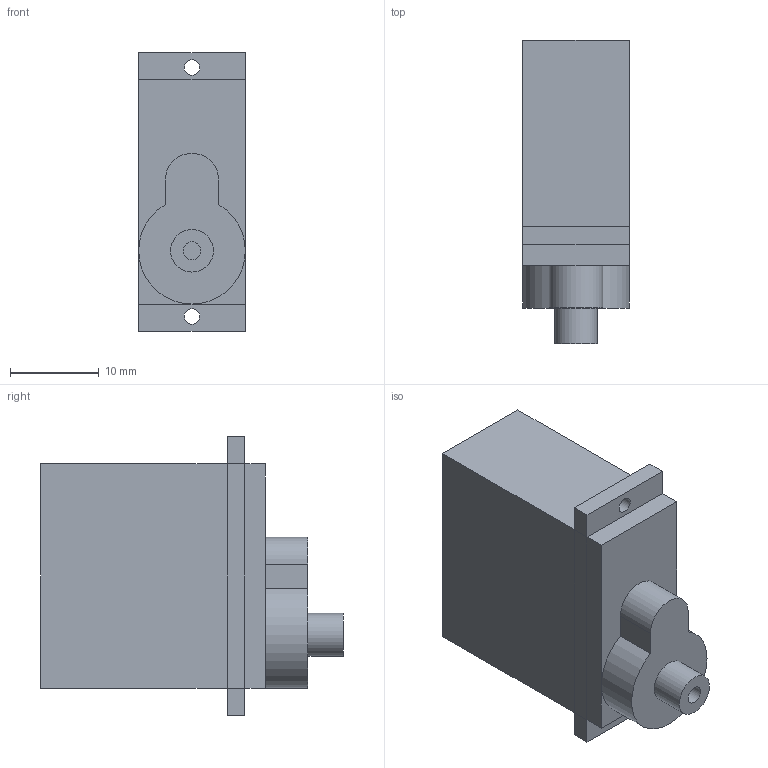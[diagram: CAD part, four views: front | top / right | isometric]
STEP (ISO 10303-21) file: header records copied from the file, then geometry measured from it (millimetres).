
FILE_DESCRIPTION(('FreeCAD Model'),'2;1');
FILE_NAME('Open CASCADE Shape Model','2025-04-14T09:44:24',(''),(''), 'Open CASCADE STEP processor 7.8','FreeCAD','Unknown');
FILE_SCHEMA(('AUTOMOTIVE_DESIGN { 1 0 10303 214 1 1 1 1 }'));
Length unit declared in the file: millimetre
Products named in the file (1): Body
Bounding box: 12 x 34.1 x 31.3 mm (x, y, z)
Volume: 8528.2 mm3; surface area: 2979.4 mm2
Topology: 1 solids, 1 shells, 35 faces, 74 edges, 43 vertices
Faces by surface type: plane 29, cylinder 6
Full cylindrical faces by diameter (mm): 1.75 x2, 2 x1, 4.8 x1
Entity records: 941 total; most frequent: DIRECTION 161, CARTESIAN_POINT 153, ORIENTED_EDGE 148, EDGE_CURVE 74, LINE 59, VECTOR 59, AXIS2_PLACEMENT_3D 51, VERTEX_POINT 43
